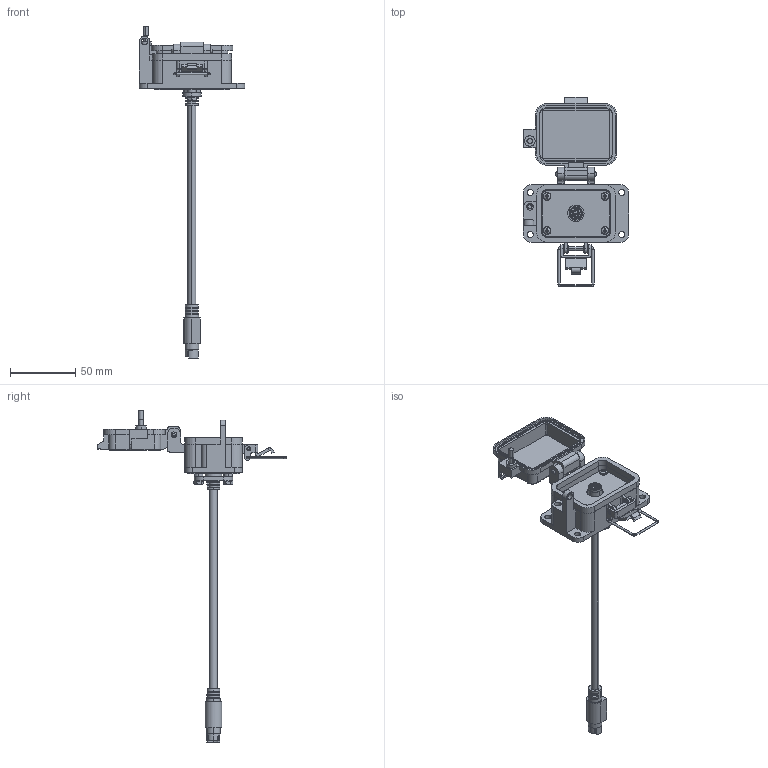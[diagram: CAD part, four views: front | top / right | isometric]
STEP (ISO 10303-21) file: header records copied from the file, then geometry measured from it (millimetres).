
FILE_DESCRIPTION (( 'STEP AP203' ), '1' );
FILE_NAME ('P-A19-B2RX_3D.STEP', '2021-06-17T20:16:19', ( '' ), ( '' ), 'SwSTEP 2.0', 'SolidWorks 2019', '' );
FILE_SCHEMA (( 'CONFIG_CONTROL_DESIGN' ));
Length unit declared in the file: millimetre
Products named in the file (12): Z-002-4401_4HN_90675A005; Z-001-SPR_5_8; Z-000-4401FH_90273A115; A19; Z-H-B2_B; -B2; Z-020-3050; P-A19-B2RX_3D; P-A19-B2RX_TP120_1; 92005A124_METRIC PAN HEAD PHILLIPS MACHINE SCREW_92005A124; P-A19-B2RX_FP060_1; P-A19-B2RX_BP180_1
Assembly tree (17 placements, depth 3):
  P-A19-B2RX_3D
    P-A19-B2RX_BP180_1
    A19
      Z-020-3050
    P-A19-B2RX_TP120_1
    Z-000-4401FH_90273A115  x2
    Z-002-4401_4HN_90675A005  x2
    Z-001-SPR_5_8  x2
    P-A19-B2RX_FP060_1
    -B2
      Z-H-B2_B
    92005A124_METRIC PAN HEAD PHILLIPS MACHINE SCREW_92005A124  x4
Bounding box: 80.57 x 145.03 x 253.9 mm (x, y, z)
Volume: 70097.9 mm3; surface area: 57153.9 mm2
Topology: 29 solids, 29 shells, 2306 faces, 6485 edges, 4301 vertices
Faces by surface type: cylinder 1259, plane 633, bspline 260, cone 130, torus 16, sphere 8
Entity records: 68496 total; most frequent: CARTESIAN_POINT 31759, ORIENTED_EDGE 8238, DIRECTION 6343, EDGE_CURVE 4119, VERTEX_POINT 2734, AXIS2_PLACEMENT_3D 2171, VECTOR 2001, LINE 2001
